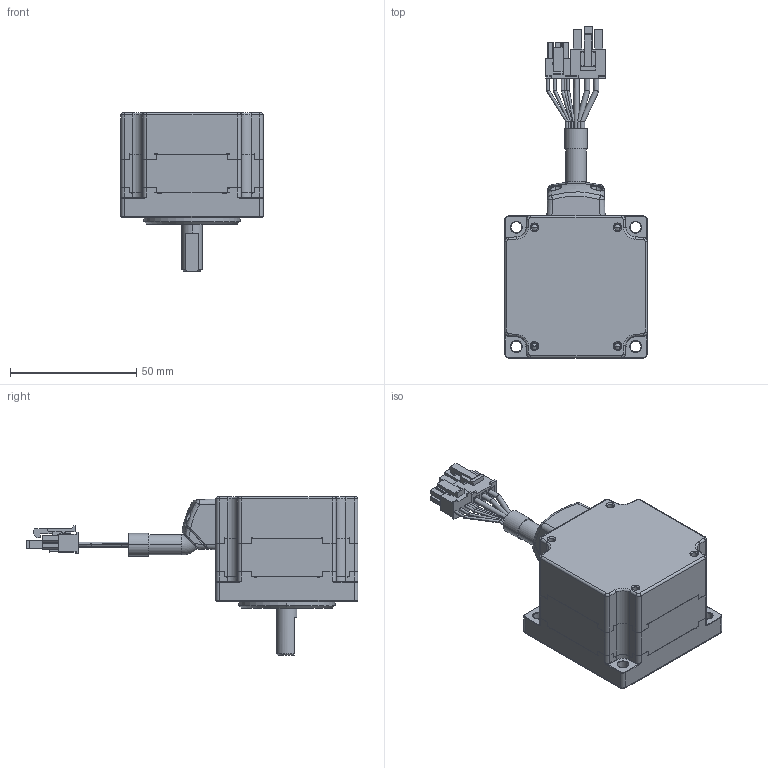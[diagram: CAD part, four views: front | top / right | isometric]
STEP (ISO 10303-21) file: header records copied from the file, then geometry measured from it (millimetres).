
FILE_DESCRIPTION (( 'STEP AP203' ), '1' );
FILE_NAME ('57BL30L4.STEP', '2018-05-31T08:13:58', ( 'User' ), ( 'China' ), 'SwSTEP 2.0', 'SolidWorks 2012', '' );
FILE_SCHEMA (( 'CONFIG_CONTROL_DESIGN' ));
Length unit declared in the file: millimetre
Products named in the file (1): 57BL30L4
Bounding box: 56.2 x 131.2 x 62.5 mm (x, y, z)
Surface area: 25988.9 mm2 (no closed solid volume)
Topology: 0 solids, 21 shells, 738 faces, 2893 edges, 2062 vertices
Faces by surface type: plane 388, cylinder 202, cone 57, torus 53, bspline 36, sphere 2
Entity records: 34367 total; most frequent: CARTESIAN_POINT 10750, DIRECTION 4906, ORIENTED_EDGE 4430, EDGE_CURVE 2877, VERTEX_POINT 2062, LINE 1792, VECTOR 1792, AXIS2_PLACEMENT_3D 1557
